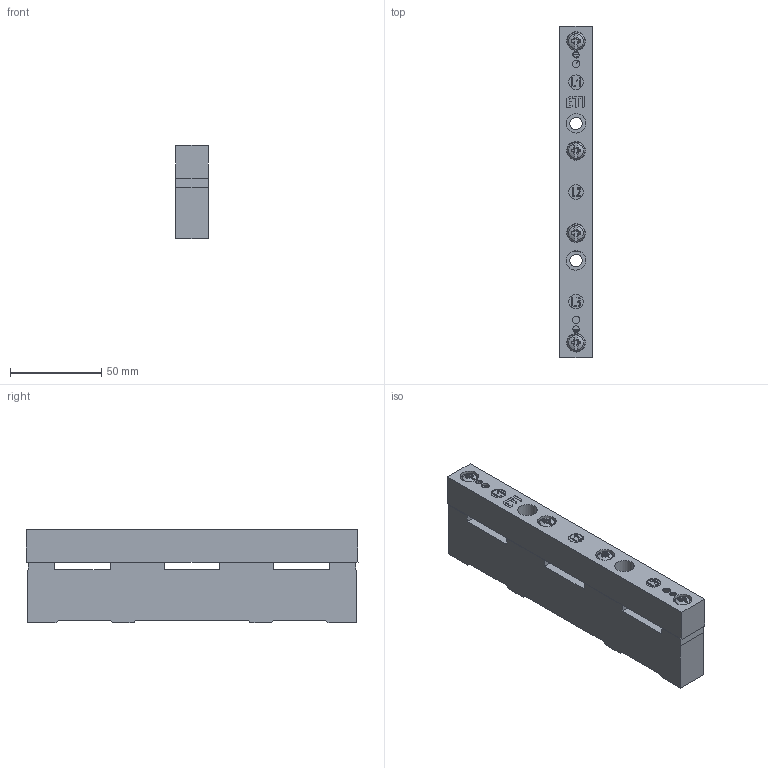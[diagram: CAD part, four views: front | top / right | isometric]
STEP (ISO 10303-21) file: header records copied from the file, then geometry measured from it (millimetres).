
FILE_DESCRIPTION((''),'2;1');
FILE_NAME('G1430001_L_SAMMELSCHIENENTRAEGE_ASM','2021-04-16T',('marketing.praksa'),('Audax d.o.o.'),'CREO PARAMETRIC BY PTC INC, 2017480','CREO PARAMETRIC BY PTC INC, 2017480','');
FILE_SCHEMA(('AUTOMOTIVE_DESIGN { 1 0 10303 214 1 1 1 1 }'));
Length unit declared in the file: millimetre
Products named in the file (5): 33675_L_SST-UNTERTEIL_3-POLIG-S; 67481_EJOT-PT-SCHRAUBE; PRT8782; PRT0112; G1430001_L_SAMMELSCHIENENTRAEGE_ASM
Assembly tree (7 placements, depth 2):
  G1430001_L_SAMMELSCHIENENTRAEGE_ASM
    33675_L_SST-UNTERTEIL_3-POLIG-S
    67481_EJOT-PT-SCHRAUBE  x4
    PRT8782
    PRT0112
Bounding box: 18 x 181.6 x 51.32 mm (x, y, z)
Volume: 108901.8 mm3; surface area: 53461.9 mm2
Topology: 9 solids, 9 shells, 1049 faces, 2532 edges, 1536 vertices
Faces by surface type: plane 751, cylinder 160, torus 94, cone 32, sphere 12
Entity records: 27786 total; most frequent: CARTESIAN_POINT 3369, DIRECTION 3183, ORIENTED_EDGE 3110, PRESENTATION_STYLE_ASSIGNMENT 2163, STYLED_ITEM 2163, CURVE_STYLE 1555, EDGE_CURVE 1555, VECTOR 1063
